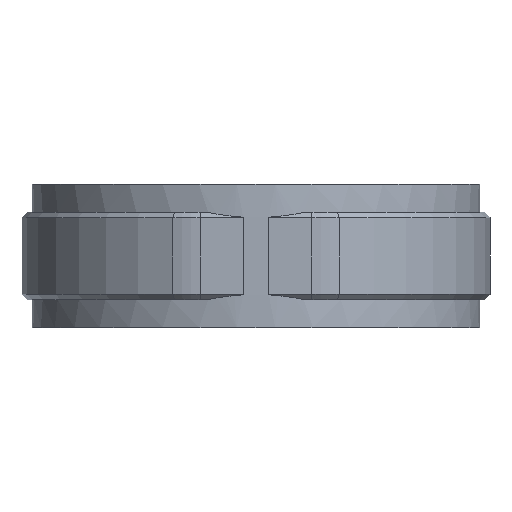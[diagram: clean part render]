
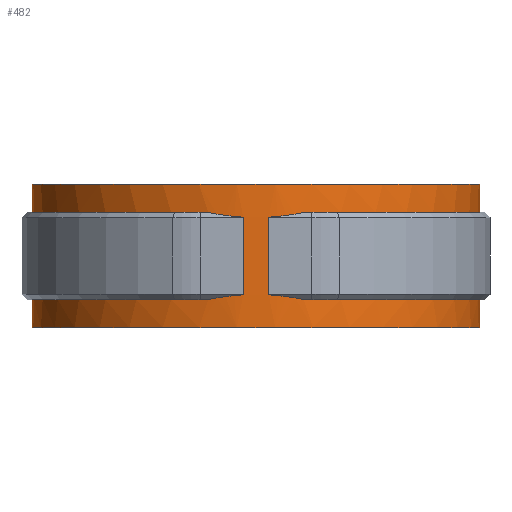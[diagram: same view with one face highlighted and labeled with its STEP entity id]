
A CAD part, front view. The second image highlights one B-rep face of the part: STEP entity #482.
In plain terms, the highlighted cylindrical face has radius 43.65 mm (diameter 87.3 mm), a partial arc.
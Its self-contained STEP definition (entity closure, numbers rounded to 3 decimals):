
#482 = ADVANCED_FACE( '', ( #943 ), #944, .T. );
#943 = FACE_OUTER_BOUND( '', #2186, .T. );
#944 = CYLINDRICAL_SURFACE( '', #2187, 43.65 );
#2186 = EDGE_LOOP( '', ( #4324, #4325, #4326, #4327, #4328, #4329, #4330, #4331, #4332, #4333, #4334, #4335, #4336, #4337, #4338, #4339 ) );
#2187 = AXIS2_PLACEMENT_3D( '', #4340, #4341, #4342 );
#4324 = ORIENTED_EDGE( '', *, *, #6376, .F. );
#4325 = ORIENTED_EDGE( '', *, *, #6334, .T. );
#4326 = ORIENTED_EDGE( '', *, *, #6374, .T. );
#4327 = ORIENTED_EDGE( '', *, *, #6317, .T. );
#4328 = ORIENTED_EDGE( '', *, *, #6389, .T. );
#4329 = ORIENTED_EDGE( '', *, *, #6350, .F. );
#4330 = ORIENTED_EDGE( '', *, *, #6398, .T. );
#4331 = ORIENTED_EDGE( '', *, *, #6345, .T. );
#4332 = ORIENTED_EDGE( '', *, *, #6391, .F. );
#4333 = ORIENTED_EDGE( '', *, *, #6363, .T. );
#4334 = ORIENTED_EDGE( '', *, *, #6399, .F. );
#4335 = ORIENTED_EDGE( '', *, *, #6353, .F. );
#4336 = ORIENTED_EDGE( '', *, *, #6397, .F. );
#4337 = ORIENTED_EDGE( '', *, *, #6323, .T. );
#4338 = ORIENTED_EDGE( '', *, *, #6372, .F. );
#4339 = ORIENTED_EDGE( '', *, *, #6382, .T. );
#4340 = CARTESIAN_POINT( '', ( 0., 0., -14. ) );
#4341 = DIRECTION( '', ( 0., 0., -1. ) );
#4342 = DIRECTION( '', ( -1., 0., 0. ) );
#6317 = EDGE_CURVE( '', #7395, #7396, #7397, .T. );
#6323 = EDGE_CURVE( '', #7408, #7406, #7409, .T. );
#6334 = EDGE_CURVE( '', #7427, #7425, #7428, .T. );
#6345 = EDGE_CURVE( '', #7446, #7444, #7447, .T. );
#6350 = EDGE_CURVE( '', #7454, #7456, #7457, .T. );
#6353 = EDGE_CURVE( '', #7459, #7461, #7462, .T. );
#6363 = EDGE_CURVE( '', #7478, #7476, #7479, .F. );
#6372 = EDGE_CURVE( '', #7490, #7406, #7492, .T. );
#6374 = EDGE_CURVE( '', #7425, #7395, #7494, .T. );
#6376 = EDGE_CURVE( '', #7427, #7497, #7498, .F. );
#6382 = EDGE_CURVE( '', #7490, #7497, #7505, .F. );
#6389 = EDGE_CURVE( '', #7396, #7456, #7514, .T. );
#6391 = EDGE_CURVE( '', #7478, #7444, #7516, .T. );
#6397 = EDGE_CURVE( '', #7408, #7459, #7524, .T. );
#6398 = EDGE_CURVE( '', #7454, #7446, #7525, .T. );
#6399 = EDGE_CURVE( '', #7461, #7476, #7526, .T. );
#7395 = VERTEX_POINT( '', #10579 );
#7396 = VERTEX_POINT( '', #10580 );
#7397 = LINE( '', #10581, #10582 );
#7406 = VERTEX_POINT( '', #10599 );
#7408 = VERTEX_POINT( '', #10602 );
#7409 = LINE( '', #10603, #10604 );
#7425 = VERTEX_POINT( '', #10625 );
#7427 = VERTEX_POINT( '', #10628 );
#7428 = ELLIPSE( '', #10629, 61.73, 43.65 );
#7444 = VERTEX_POINT( '', #10650 );
#7446 = VERTEX_POINT( '', #10653 );
#7447 = ELLIPSE( '', #10654, 61.73, 43.65 );
#7454 = VERTEX_POINT( '', #10666 );
#7456 = VERTEX_POINT( '', #10669 );
#7457 = LINE( '', #10670, #10671 );
#7459 = VERTEX_POINT( '', #10674 );
#7461 = VERTEX_POINT( '', #10677 );
#7462 = LINE( '', #10678, #10679 );
#7476 = VERTEX_POINT( '', #10699 );
#7478 = VERTEX_POINT( '', #10702 );
#7479 = ELLIPSE( '', #10703, 61.73, 43.65 );
#7490 = VERTEX_POINT( '', #10717 );
#7492 = CIRCLE( '', #10720, 43.65 );
#7494 = CIRCLE( '', #10723, 43.65 );
#7497 = VERTEX_POINT( '', #10727 );
#7498 = LINE( '', #10728, #10729 );
#7505 = ELLIPSE( '', #10764, 61.73, 43.65 );
#7514 = CIRCLE( '', #10777, 43.65 );
#7516 = LINE( '', #10780, #10781 );
#7524 = CIRCLE( '', #10792, 43.65 );
#7525 = CIRCLE( '', #10793, 43.65 );
#7526 = CIRCLE( '', #10794, 43.65 );
#10579 = CARTESIAN_POINT( '', ( 6., 43.236, 8.5 ) );
#10580 = CARTESIAN_POINT( '', ( 6., 43.236, 14. ) );
#10581 = CARTESIAN_POINT( '', ( 6., 43.236, -14. ) );
#10582 = VECTOR( '', #12631, 1000. );
#10599 = CARTESIAN_POINT( '', ( 6., 43.236, -8.5 ) );
#10602 = CARTESIAN_POINT( '', ( 6., 43.236, -14. ) );
#10603 = CARTESIAN_POINT( '', ( 6., 43.236, -14. ) );
#10604 = VECTOR( '', #12635, 1000. );
#10625 = CARTESIAN_POINT( '', ( 9.29, -42.65, 8.5 ) );
#10628 = CARTESIAN_POINT( '', ( 2.5, -43.578, 7.572 ) );
#10629 = AXIS2_PLACEMENT_3D( '', #12654, #12655, #12656 );
#10650 = CARTESIAN_POINT( '', ( -2.5, -43.578, 7.572 ) );
#10653 = CARTESIAN_POINT( '', ( -9.29, -42.65, 8.5 ) );
#10654 = AXIS2_PLACEMENT_3D( '', #12675, #12676, #12677 );
#10666 = CARTESIAN_POINT( '', ( -6., 43.236, 8.5 ) );
#10669 = CARTESIAN_POINT( '', ( -6., 43.236, 14. ) );
#10670 = CARTESIAN_POINT( '', ( -6., 43.236, -14. ) );
#10671 = VECTOR( '', #12681, 1000. );
#10674 = CARTESIAN_POINT( '', ( -6., 43.236, -14. ) );
#10677 = CARTESIAN_POINT( '', ( -6., 43.236, -8.5 ) );
#10678 = CARTESIAN_POINT( '', ( -6., 43.236, -14. ) );
#10679 = VECTOR( '', #12684, 1000. );
#10699 = CARTESIAN_POINT( '', ( -9.29, -42.65, -8.5 ) );
#10702 = CARTESIAN_POINT( '', ( -2.5, -43.578, -7.572 ) );
#10703 = AXIS2_PLACEMENT_3D( '', #12701, #12702, #12703 );
#10717 = CARTESIAN_POINT( '', ( 9.29, -42.65, -8.5 ) );
#10720 = AXIS2_PLACEMENT_3D( '', #12720, #12721, #12722 );
#10723 = AXIS2_PLACEMENT_3D( '', #12724, #12725, #12726 );
#10727 = CARTESIAN_POINT( '', ( 2.5, -43.578, -7.572 ) );
#10728 = CARTESIAN_POINT( '', ( 2.5, -43.578, -14. ) );
#10729 = VECTOR( '', #12728, 1000. );
#10764 = AXIS2_PLACEMENT_3D( '', #12731, #12732, #12733 );
#10777 = AXIS2_PLACEMENT_3D( '', #12744, #12745, #12746 );
#10780 = CARTESIAN_POINT( '', ( -2.5, -43.578, -14. ) );
#10781 = VECTOR( '', #12748, 1000. );
#10792 = AXIS2_PLACEMENT_3D( '', #12758, #12759, #12760 );
#10793 = AXIS2_PLACEMENT_3D( '', #12761, #12762, #12763 );
#10794 = AXIS2_PLACEMENT_3D( '', #12764, #12765, #12766 );
#12631 = DIRECTION( '', ( 0., 0., 1. ) );
#12635 = DIRECTION( '', ( 0., 0., 1. ) );
#12654 = CARTESIAN_POINT( '', ( 0., 0., 51.15 ) );
#12655 = DIRECTION( '', ( 0., -0.707, 0.707 ) );
#12656 = DIRECTION( '', ( 0., 0.707, 0.707 ) );
#12675 = CARTESIAN_POINT( '', ( 0., 0., 51.15 ) );
#12676 = DIRECTION( '', ( 0., -0.707, 0.707 ) );
#12677 = DIRECTION( '', ( 0., 0.707, 0.707 ) );
#12681 = DIRECTION( '', ( 0., 0., 1. ) );
#12684 = DIRECTION( '', ( 0., 0., 1. ) );
#12701 = CARTESIAN_POINT( '', ( 0., 0., -51.15 ) );
#12702 = DIRECTION( '', ( 0., 0.707, 0.707 ) );
#12703 = DIRECTION( '', ( 0., -0.707, 0.707 ) );
#12720 = CARTESIAN_POINT( '', ( 0., 0., -8.5 ) );
#12721 = DIRECTION( '', ( 0., 0., 1. ) );
#12722 = DIRECTION( '', ( 1., 0., 0. ) );
#12724 = CARTESIAN_POINT( '', ( 0., 0., 8.5 ) );
#12725 = DIRECTION( '', ( 0., 0., 1. ) );
#12726 = DIRECTION( '', ( 1., 0., 0. ) );
#12728 = DIRECTION( '', ( 0., 0., 1. ) );
#12731 = CARTESIAN_POINT( '', ( 0., 0., -51.15 ) );
#12732 = DIRECTION( '', ( 0., 0.707, 0.707 ) );
#12733 = DIRECTION( '', ( 0., -0.707, 0.707 ) );
#12744 = CARTESIAN_POINT( '', ( 0., 0., 14. ) );
#12745 = DIRECTION( '', ( 0., 0., -1. ) );
#12746 = DIRECTION( '', ( 1., 0., 0. ) );
#12748 = DIRECTION( '', ( 0., 0., 1. ) );
#12758 = CARTESIAN_POINT( '', ( 0., 0., -14. ) );
#12759 = DIRECTION( '', ( 0., 0., -1. ) );
#12760 = DIRECTION( '', ( 1., 0., 0. ) );
#12761 = CARTESIAN_POINT( '', ( 0., 0., 8.5 ) );
#12762 = DIRECTION( '', ( 0., 0., 1. ) );
#12763 = DIRECTION( '', ( 1., 0., 0. ) );
#12764 = CARTESIAN_POINT( '', ( 0., 0., -8.5 ) );
#12765 = DIRECTION( '', ( 0., 0., 1. ) );
#12766 = DIRECTION( '', ( 1., 0., 0. ) );
